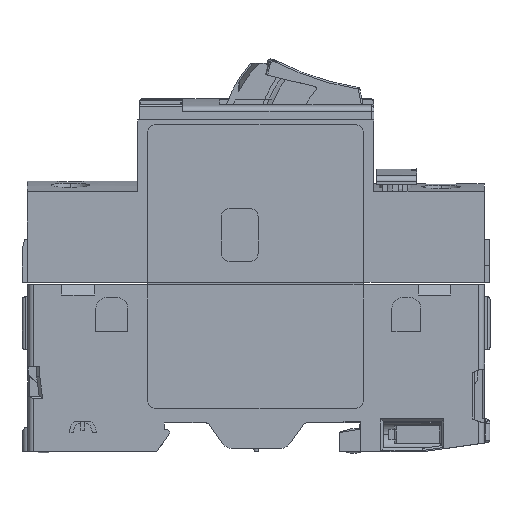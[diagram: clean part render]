
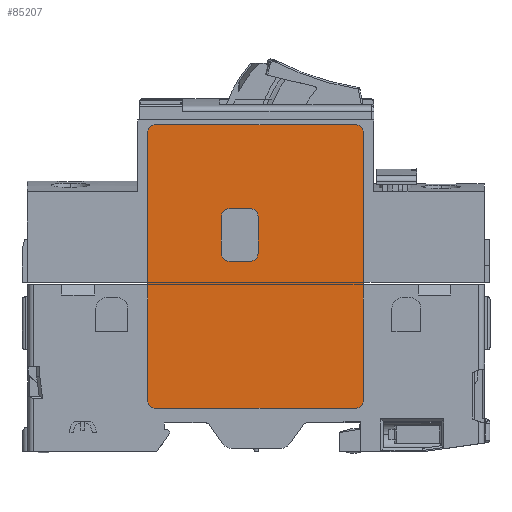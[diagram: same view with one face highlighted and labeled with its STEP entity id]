
A CAD part, left-side view. The second image highlights one B-rep face of the part: STEP entity #85207.
In plain terms, the highlighted planar face has unit normal (-1, 0, 0).
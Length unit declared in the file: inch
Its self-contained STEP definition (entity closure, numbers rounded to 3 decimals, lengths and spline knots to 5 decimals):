
#860 = DIRECTION ( 'NONE',  ( 1., 0., 0. ) ) ;
#1414 = AXIS2_PLACEMENT_3D ( 'NONE', #15349, #68065, #68909 ) ;
#1783 = AXIS2_PLACEMENT_3D ( 'NONE', #79293, #25295, #25731 ) ;
#2615 = VERTEX_POINT ( 'NONE', #70052 ) ;
#4031 = AXIS2_PLACEMENT_3D ( 'NONE', #43969, #50128, #43513 ) ;
#4085 = EDGE_CURVE ( 'NONE', #27861, #4539, #71034, .T. ) ;
#4212 = VECTOR ( 'NONE', #48939, 39.37008 ) ;
#4272 = EDGE_CURVE ( 'NONE', #64781, #18946, #46653, .T. ) ;
#4293 = EDGE_CURVE ( 'NONE', #17465, #51416, #8993, .T. ) ;
#4471 = EDGE_CURVE ( 'NONE', #2615, #27861, #69569, .T. ) ;
#4539 = VERTEX_POINT ( 'NONE', #30915 ) ;
#5247 = ORIENTED_EDGE ( 'NONE', *, *, #54471, .T. ) ;
#5568 = DIRECTION ( 'NONE',  ( 1., 0., 0. ) ) ;
#6079 = ORIENTED_EDGE ( 'NONE', *, *, #55552, .F. ) ;
#6659 = EDGE_CURVE ( 'NONE', #47985, #48863, #32128, .T. ) ;
#6911 = CARTESIAN_POINT ( 'NONE',  ( -0.87992, 0.04508, 1.01969 ) ) ;
#7426 = CARTESIAN_POINT ( 'NONE',  ( -0.87992, 0.04508, 0.96063 ) ) ;
#7582 = CARTESIAN_POINT ( 'NONE',  ( -0.87992, 0.26161, 0.62598 ) ) ;
#7855 = CARTESIAN_POINT ( 'NONE',  ( -0.87992, 0.75374, -0.41732 ) ) ;
#8993 = CIRCLE ( 'NONE', #70494, 0.05906 ) ;
#10824 = CARTESIAN_POINT ( 'NONE',  ( -0.87992, 0.04508, 0.68504 ) ) ;
#11912 = CARTESIAN_POINT ( 'NONE',  ( -0.87992, 0.26161, 0.68504 ) ) ;
#12595 = VECTOR ( 'NONE', #80004, 39.37008 ) ;
#12827 = DIRECTION ( 'NONE',  ( 1., 0., 0. ) ) ;
#13274 = CARTESIAN_POINT ( 'NONE',  ( -0.87992, 0.26161, 1.01969 ) ) ;
#15307 = DIRECTION ( 'NONE',  ( 1., 0., 0. ) ) ;
#15349 = CARTESIAN_POINT ( 'NONE',  ( -0.87992, 0.8128, 1.64961 ) ) ;
#15668 = VECTOR ( 'NONE', #47980, 39.37008 ) ;
#16616 = AXIS2_PLACEMENT_3D ( 'NONE', #72315, #5568, #71458 ) ;
#16809 = AXIS2_PLACEMENT_3D ( 'NONE', #47948, #12827, #86614 ) ;
#17249 = ORIENTED_EDGE ( 'NONE', *, *, #21036, .F. ) ;
#17465 = VERTEX_POINT ( 'NONE', #53060 ) ;
#18517 = CARTESIAN_POINT ( 'NONE',  ( -0.87992, -0.74232, 1.64961 ) ) ;
#18815 = CARTESIAN_POINT ( 'NONE',  ( -0.87992, 0.8128, -0.47638 ) ) ;
#18946 = VERTEX_POINT ( 'NONE', #74178 ) ;
#19136 = DIRECTION ( 'NONE',  ( 0., 0., 1. ) ) ;
#19321 = LINE ( 'NONE', #21063, #81675 ) ;
#21036 = EDGE_CURVE ( 'NONE', #56449, #25750, #74100, .T. ) ;
#21063 = CARTESIAN_POINT ( 'NONE',  ( -0.87992, -0.80138, -0.47638 ) ) ;
#21493 = CIRCLE ( 'NONE', #66370, 0.05906 ) ;
#21644 = ORIENTED_EDGE ( 'NONE', *, *, #4471, .T. ) ;
#22588 = CARTESIAN_POINT ( 'NONE',  ( -0.87992, -0.80138, 1.64961 ) ) ;
#23456 = LINE ( 'NONE', #22588, #4212 ) ;
#23971 = ORIENTED_EDGE ( 'NONE', *, *, #34622, .T. ) ;
#24795 = ORIENTED_EDGE ( 'NONE', *, *, #6659, .F. ) ;
#25295 = DIRECTION ( 'NONE',  ( 1., 0., 0. ) ) ;
#25731 = DIRECTION ( 'NONE',  ( 0., 0., 1. ) ) ;
#25750 = VERTEX_POINT ( 'NONE', #55838 ) ;
#26416 = CARTESIAN_POINT ( 'NONE',  ( -0.87992, 0.26161, 0.96063 ) ) ;
#27861 = VERTEX_POINT ( 'NONE', #76635 ) ;
#30161 = DIRECTION ( 'NONE',  ( 1., 0., 0. ) ) ;
#30915 = CARTESIAN_POINT ( 'NONE',  ( -0.87992, 0.04508, 0.62598 ) ) ;
#31454 = DIRECTION ( 'NONE',  ( 0., 0., -1. ) ) ;
#31573 = CARTESIAN_POINT ( 'NONE',  ( -0.87992, 0.8128, -0.41732 ) ) ;
#32128 = CIRCLE ( 'NONE', #81212, 0.05906 ) ;
#32738 = VECTOR ( 'NONE', #43208, 39.37008 ) ;
#32835 = LINE ( 'NONE', #18815, #70185 ) ;
#33133 = AXIS2_PLACEMENT_3D ( 'NONE', #10824, #30161, #31454 ) ;
#34615 = EDGE_CURVE ( 'NONE', #72837, #75494, #46200, .T. ) ;
#34622 = EDGE_CURVE ( 'NONE', #79625, #72837, #53218, .T. ) ;
#35560 = ORIENTED_EDGE ( 'NONE', *, *, #4293, .F. ) ;
#36826 = ORIENTED_EDGE ( 'NONE', *, *, #52174, .F. ) ;
#37687 = LINE ( 'NONE', #52191, #75841 ) ;
#38598 = EDGE_CURVE ( 'NONE', #18946, #56449, #19321, .T. ) ;
#38969 = DIRECTION ( 'NONE',  ( 0., 0., 1. ) ) ;
#39310 = EDGE_LOOP ( 'NONE', ( #47761, #58923, #55686, #5247, #23971, #55742, #74421, #21644 ) ) ;
#40074 = LINE ( 'NONE', #7582, #15668 ) ;
#40848 = ORIENTED_EDGE ( 'NONE', *, *, #4272, .F. ) ;
#41212 = DIRECTION ( 'NONE',  ( 0., 0., -1. ) ) ;
#41259 = FACE_OUTER_BOUND ( 'NONE', #83967, .T. ) ;
#41929 = EDGE_CURVE ( 'NONE', #75494, #2615, #21493, .T. ) ;
#43208 = DIRECTION ( 'NONE',  ( 0., 0., -1. ) ) ;
#43513 = DIRECTION ( 'NONE',  ( 0., 0., -1. ) ) ;
#43969 = CARTESIAN_POINT ( 'NONE',  ( -0.87992, 0.20256, 0.68504 ) ) ;
#46200 = LINE ( 'NONE', #13274, #12595 ) ;
#46653 = CIRCLE ( 'NONE', #1783, 0.05906 ) ;
#47019 = PLANE ( 'NONE',  #1414 ) ;
#47761 = ORIENTED_EDGE ( 'NONE', *, *, #4085, .T. ) ;
#47948 = CARTESIAN_POINT ( 'NONE',  ( -0.87992, 0.20256, 0.96063 ) ) ;
#47980 = DIRECTION ( 'NONE',  ( 0., 0., 1. ) ) ;
#47985 = VERTEX_POINT ( 'NONE', #48326 ) ;
#48326 = CARTESIAN_POINT ( 'NONE',  ( -0.87992, 0.75374, -0.47638 ) ) ;
#48863 = VERTEX_POINT ( 'NONE', #31573 ) ;
#48939 = DIRECTION ( 'NONE',  ( 0., -1., 0. ) ) ;
#49276 = CARTESIAN_POINT ( 'NONE',  ( -0.87992, -0.80138, -0.41732 ) ) ;
#50128 = DIRECTION ( 'NONE',  ( 1., 0., 0. ) ) ;
#51416 = VERTEX_POINT ( 'NONE', #67089 ) ;
#51758 = DIRECTION ( 'NONE',  ( 0., 1., 0. ) ) ;
#52174 = EDGE_CURVE ( 'NONE', #51416, #64781, #23456, .T. ) ;
#52191 = CARTESIAN_POINT ( 'NONE',  ( -0.87992, 0.8128, 1.64961 ) ) ;
#52222 = CARTESIAN_POINT ( 'NONE',  ( -0.87992, 0.20256, 0.62598 ) ) ;
#53060 = CARTESIAN_POINT ( 'NONE',  ( -0.87992, 0.8128, 1.59055 ) ) ;
#53218 = CIRCLE ( 'NONE', #16809, 0.05906 ) ;
#53375 = DIRECTION ( 'NONE',  ( 1., 0., 0. ) ) ;
#54471 = EDGE_CURVE ( 'NONE', #56752, #79625, #40074, .T. ) ;
#55379 = EDGE_CURVE ( 'NONE', #25750, #47985, #32835, .T. ) ;
#55552 = EDGE_CURVE ( 'NONE', #48863, #17465, #37687, .T. ) ;
#55686 = ORIENTED_EDGE ( 'NONE', *, *, #69126, .T. ) ;
#55742 = ORIENTED_EDGE ( 'NONE', *, *, #34615, .T. ) ;
#55838 = CARTESIAN_POINT ( 'NONE',  ( -0.87992, -0.74232, -0.47638 ) ) ;
#56449 = VERTEX_POINT ( 'NONE', #49276 ) ;
#56752 = VERTEX_POINT ( 'NONE', #11912 ) ;
#58617 = CARTESIAN_POINT ( 'NONE',  ( -0.87992, 0.20256, 1.01969 ) ) ;
#58923 = ORIENTED_EDGE ( 'NONE', *, *, #80533, .T. ) ;
#59104 = CARTESIAN_POINT ( 'NONE',  ( -0.87992, 0.75374, 1.59055 ) ) ;
#64781 = VERTEX_POINT ( 'NONE', #18517 ) ;
#65055 = VERTEX_POINT ( 'NONE', #52222 ) ;
#66370 = AXIS2_PLACEMENT_3D ( 'NONE', #7426, #15307, #41212 ) ;
#67089 = CARTESIAN_POINT ( 'NONE',  ( -0.87992, 0.75374, 1.64961 ) ) ;
#68065 = DIRECTION ( 'NONE',  ( -1., 0., 0. ) ) ;
#68478 = FACE_BOUND ( 'NONE', #39310, .T. ) ;
#68909 = DIRECTION ( 'NONE',  ( 0., 0., -1. ) ) ;
#69126 = EDGE_CURVE ( 'NONE', #65055, #56752, #74164, .T. ) ;
#69195 = LINE ( 'NONE', #76662, #73830 ) ;
#69569 = LINE ( 'NONE', #84496, #32738 ) ;
#70052 = CARTESIAN_POINT ( 'NONE',  ( -0.87992, -0.01398, 0.96063 ) ) ;
#70185 = VECTOR ( 'NONE', #51758, 39.37008 ) ;
#70494 = AXIS2_PLACEMENT_3D ( 'NONE', #59104, #53375, #19136 ) ;
#71034 = CIRCLE ( 'NONE', #33133, 0.05906 ) ;
#71458 = DIRECTION ( 'NONE',  ( 0., 0., 1. ) ) ;
#72315 = CARTESIAN_POINT ( 'NONE',  ( -0.87992, -0.74232, -0.41732 ) ) ;
#72837 = VERTEX_POINT ( 'NONE', #58617 ) ;
#73333 = DIRECTION ( 'NONE',  ( 0., 0., -1. ) ) ;
#73830 = VECTOR ( 'NONE', #81947, 39.37008 ) ;
#74100 = CIRCLE ( 'NONE', #16616, 0.05906 ) ;
#74164 = CIRCLE ( 'NONE', #4031, 0.05906 ) ;
#74178 = CARTESIAN_POINT ( 'NONE',  ( -0.87992, -0.80138, 1.59055 ) ) ;
#74421 = ORIENTED_EDGE ( 'NONE', *, *, #41929, .T. ) ;
#74802 = ORIENTED_EDGE ( 'NONE', *, *, #38598, .F. ) ;
#75494 = VERTEX_POINT ( 'NONE', #6911 ) ;
#75841 = VECTOR ( 'NONE', #38969, 39.37008 ) ;
#76635 = CARTESIAN_POINT ( 'NONE',  ( -0.87992, -0.01398, 0.68504 ) ) ;
#76662 = CARTESIAN_POINT ( 'NONE',  ( -0.87992, -0.01398, 0.62598 ) ) ;
#79293 = CARTESIAN_POINT ( 'NONE',  ( -0.87992, -0.74232, 1.59055 ) ) ;
#79625 = VERTEX_POINT ( 'NONE', #26416 ) ;
#80004 = DIRECTION ( 'NONE',  ( 0., -1., 0. ) ) ;
#80533 = EDGE_CURVE ( 'NONE', #4539, #65055, #69195, .T. ) ;
#81212 = AXIS2_PLACEMENT_3D ( 'NONE', #7855, #860, #82048 ) ;
#81675 = VECTOR ( 'NONE', #73333, 39.37008 ) ;
#81947 = DIRECTION ( 'NONE',  ( 0., 1., 0. ) ) ;
#82048 = DIRECTION ( 'NONE',  ( 0., 0., 1. ) ) ;
#83967 = EDGE_LOOP ( 'NONE', ( #6079, #24795, #85220, #17249, #74802, #40848, #36826, #35560 ) ) ;
#84496 = CARTESIAN_POINT ( 'NONE',  ( -0.87992, -0.01398, 1.01969 ) ) ;
#85207 = ADVANCED_FACE ( 'NONE', ( #68478, #41259 ), #47019, .T. ) ;
#85220 = ORIENTED_EDGE ( 'NONE', *, *, #55379, .F. ) ;
#86614 = DIRECTION ( 'NONE',  ( 0., 0., -1. ) ) ;
